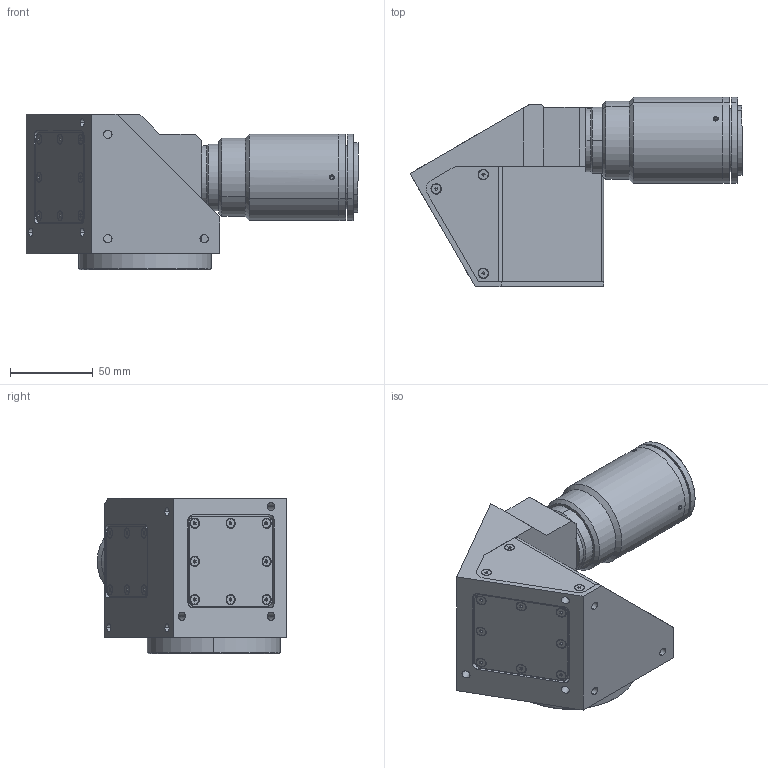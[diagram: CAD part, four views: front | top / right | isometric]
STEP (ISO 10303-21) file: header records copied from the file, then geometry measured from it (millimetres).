
FILE_DESCRIPTION (( 'STEP AP203' ), '1' );
FILE_NAME ('DP24019-C_TCCR4M056-E.step', '2022-02-18T09:39:09', ( '' ), ( '' ), 'SwSTEP 2.0', 'SolidWorks 2021', '' );
FILE_SCHEMA (( 'CONFIG_CONTROL_DESIGN' ));
Length unit declared in the file: millimetre
Products named in the file (1): DP24019-C_TCCR4M056-E
Bounding box: 200.09 x 114.17 x 93.6 mm (x, y, z)
Surface area: 93407.4 mm2 (no closed solid volume)
Topology: 0 solids, 49 shells, 415 faces, 1293 edges, 878 vertices
Faces by surface type: plane 204, cylinder 113, cone 96, sphere 2
Entity records: 14302 total; most frequent: CARTESIAN_POINT 2829, DIRECTION 2499, ORIENTED_EDGE 1972, EDGE_CURVE 1255, VERTEX_POINT 878, AXIS2_PLACEMENT_3D 846, VECTOR 807, LINE 807
